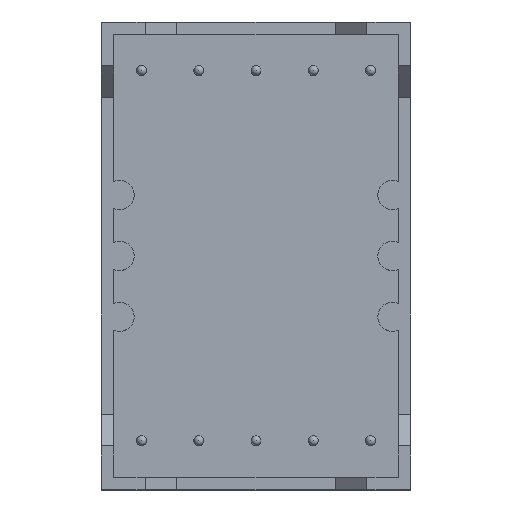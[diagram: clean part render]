
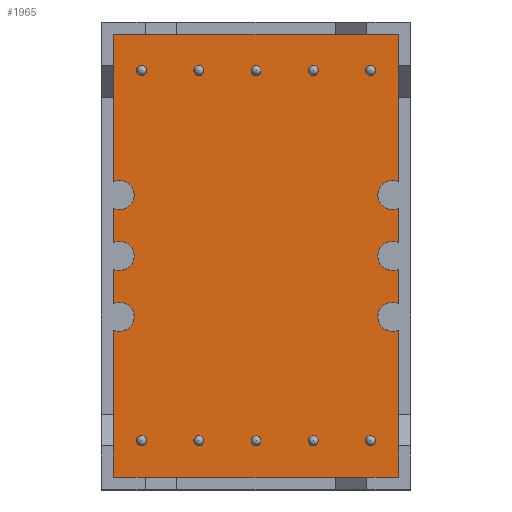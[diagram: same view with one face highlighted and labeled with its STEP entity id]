
A CAD part, top view. The second image highlights one B-rep face of the part: STEP entity #1965.
In plain terms, the highlighted planar face has unit normal (0, 0, 1).
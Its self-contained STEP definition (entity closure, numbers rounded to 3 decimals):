
#14=FACE_BOUND('',#756,.T.);
#15=FACE_BOUND('',#757,.T.);
#16=FACE_BOUND('',#758,.T.);
#17=FACE_BOUND('',#759,.T.);
#18=FACE_BOUND('',#760,.T.);
#19=FACE_BOUND('',#761,.T.);
#20=FACE_BOUND('',#762,.T.);
#21=FACE_BOUND('',#763,.T.);
#22=FACE_BOUND('',#764,.T.);
#23=FACE_BOUND('',#765,.T.);
#98=PLANE('',#2146);
#240=LINE('',#3079,#453);
#247=LINE('',#3093,#460);
#252=LINE('',#3107,#465);
#256=LINE('',#3119,#469);
#260=LINE('',#3131,#473);
#267=LINE('',#3145,#480);
#272=LINE('',#3158,#485);
#276=LINE('',#3170,#489);
#282=LINE('',#3186,#495);
#287=LINE('',#3196,#500);
#453=VECTOR('',#2526,10.);
#460=VECTOR('',#2535,10.);
#465=VECTOR('',#2548,10.);
#469=VECTOR('',#2560,10.);
#473=VECTOR('',#2572,10.);
#480=VECTOR('',#2581,10.);
#485=VECTOR('',#2594,10.);
#489=VECTOR('',#2606,10.);
#495=VECTOR('',#2620,10.);
#500=VECTOR('',#2627,10.);
#650=FACE_OUTER_BOUND('',#755,.T.);
#755=EDGE_LOOP('',(#1687,#1688,#1689,#1690,#1691,#1692,#1693,#1694,#1695,
#1696,#1697,#1698,#1699,#1700,#1701,#1702));
#756=EDGE_LOOP('',(#1703));
#757=EDGE_LOOP('',(#1704));
#758=EDGE_LOOP('',(#1705));
#759=EDGE_LOOP('',(#1706));
#760=EDGE_LOOP('',(#1707));
#761=EDGE_LOOP('',(#1708));
#762=EDGE_LOOP('',(#1709));
#763=EDGE_LOOP('',(#1710));
#764=EDGE_LOOP('',(#1711));
#765=EDGE_LOOP('',(#1712));
#798=CIRCLE('',#2006,0.2);
#802=CIRCLE('',#2012,0.2);
#806=CIRCLE('',#2018,0.2);
#810=CIRCLE('',#2024,0.2);
#814=CIRCLE('',#2030,0.2);
#818=CIRCLE('',#2036,0.2);
#822=CIRCLE('',#2042,0.2);
#826=CIRCLE('',#2048,0.2);
#830=CIRCLE('',#2054,0.2);
#834=CIRCLE('',#2060,0.2);
#846=CIRCLE('',#2122,0.6);
#848=CIRCLE('',#2126,0.6);
#850=CIRCLE('',#2130,0.6);
#852=CIRCLE('',#2135,0.6);
#854=CIRCLE('',#2139,0.6);
#856=CIRCLE('',#2143,0.6);
#860=VERTEX_POINT('',#2726);
#864=VERTEX_POINT('',#2737);
#868=VERTEX_POINT('',#2748);
#872=VERTEX_POINT('',#2759);
#876=VERTEX_POINT('',#2770);
#880=VERTEX_POINT('',#2781);
#884=VERTEX_POINT('',#2792);
#888=VERTEX_POINT('',#2803);
#892=VERTEX_POINT('',#2814);
#896=VERTEX_POINT('',#2825);
#978=VERTEX_POINT('',#3076);
#979=VERTEX_POINT('',#3078);
#985=VERTEX_POINT('',#3092);
#988=VERTEX_POINT('',#3100);
#990=VERTEX_POINT('',#3106);
#992=VERTEX_POINT('',#3112);
#994=VERTEX_POINT('',#3118);
#996=VERTEX_POINT('',#3124);
#998=VERTEX_POINT('',#3130);
#1004=VERTEX_POINT('',#3143);
#1006=VERTEX_POINT('',#3150);
#1008=VERTEX_POINT('',#3156);
#1010=VERTEX_POINT('',#3162);
#1012=VERTEX_POINT('',#3168);
#1014=VERTEX_POINT('',#3174);
#1018=VERTEX_POINT('',#3184);
#1051=EDGE_CURVE('',#860,#860,#798,.T.);
#1056=EDGE_CURVE('',#864,#864,#802,.T.);
#1061=EDGE_CURVE('',#868,#868,#806,.T.);
#1066=EDGE_CURVE('',#872,#872,#810,.T.);
#1071=EDGE_CURVE('',#876,#876,#814,.T.);
#1076=EDGE_CURVE('',#880,#880,#818,.T.);
#1081=EDGE_CURVE('',#884,#884,#822,.T.);
#1086=EDGE_CURVE('',#888,#888,#826,.T.);
#1091=EDGE_CURVE('',#892,#892,#830,.T.);
#1096=EDGE_CURVE('',#896,#896,#834,.T.);
#1217=EDGE_CURVE('',#978,#979,#240,.T.);
#1224=EDGE_CURVE('',#979,#985,#247,.T.);
#1228=EDGE_CURVE('',#985,#988,#846,.T.);
#1231=EDGE_CURVE('',#988,#990,#252,.T.);
#1234=EDGE_CURVE('',#990,#992,#848,.T.);
#1237=EDGE_CURVE('',#992,#994,#256,.T.);
#1240=EDGE_CURVE('',#994,#996,#850,.T.);
#1243=EDGE_CURVE('',#996,#998,#260,.T.);
#1250=EDGE_CURVE('',#1004,#978,#267,.T.);
#1254=EDGE_CURVE('',#1006,#1004,#852,.T.);
#1257=EDGE_CURVE('',#1008,#1006,#272,.T.);
#1260=EDGE_CURVE('',#1010,#1008,#854,.T.);
#1263=EDGE_CURVE('',#1012,#1010,#276,.T.);
#1266=EDGE_CURVE('',#1014,#1012,#856,.T.);
#1271=EDGE_CURVE('',#1018,#1014,#282,.T.);
#1276=EDGE_CURVE('',#998,#1018,#287,.T.);
#1687=ORIENTED_EDGE('',*,*,#1237,.F.);
#1688=ORIENTED_EDGE('',*,*,#1234,.F.);
#1689=ORIENTED_EDGE('',*,*,#1231,.F.);
#1690=ORIENTED_EDGE('',*,*,#1228,.F.);
#1691=ORIENTED_EDGE('',*,*,#1224,.F.);
#1692=ORIENTED_EDGE('',*,*,#1217,.F.);
#1693=ORIENTED_EDGE('',*,*,#1250,.F.);
#1694=ORIENTED_EDGE('',*,*,#1254,.F.);
#1695=ORIENTED_EDGE('',*,*,#1257,.F.);
#1696=ORIENTED_EDGE('',*,*,#1260,.F.);
#1697=ORIENTED_EDGE('',*,*,#1263,.F.);
#1698=ORIENTED_EDGE('',*,*,#1266,.F.);
#1699=ORIENTED_EDGE('',*,*,#1271,.F.);
#1700=ORIENTED_EDGE('',*,*,#1276,.F.);
#1701=ORIENTED_EDGE('',*,*,#1243,.F.);
#1702=ORIENTED_EDGE('',*,*,#1240,.F.);
#1703=ORIENTED_EDGE('',*,*,#1081,.T.);
#1704=ORIENTED_EDGE('',*,*,#1076,.T.);
#1705=ORIENTED_EDGE('',*,*,#1051,.T.);
#1706=ORIENTED_EDGE('',*,*,#1066,.T.);
#1707=ORIENTED_EDGE('',*,*,#1096,.T.);
#1708=ORIENTED_EDGE('',*,*,#1091,.T.);
#1709=ORIENTED_EDGE('',*,*,#1071,.T.);
#1710=ORIENTED_EDGE('',*,*,#1061,.T.);
#1711=ORIENTED_EDGE('',*,*,#1056,.T.);
#1712=ORIENTED_EDGE('',*,*,#1086,.T.);
#1965=ADVANCED_FACE('',(#650,#14,#15,#16,#17,#18,#19,#20,#21,#22,#23),#98,
 .T.);
#2006=AXIS2_PLACEMENT_3D('',#2728,#2181,#2182);
#2012=AXIS2_PLACEMENT_3D('',#2739,#2194,#2195);
#2018=AXIS2_PLACEMENT_3D('',#2750,#2207,#2208);
#2024=AXIS2_PLACEMENT_3D('',#2761,#2220,#2221);
#2030=AXIS2_PLACEMENT_3D('',#2772,#2233,#2234);
#2036=AXIS2_PLACEMENT_3D('',#2783,#2246,#2247);
#2042=AXIS2_PLACEMENT_3D('',#2794,#2259,#2260);
#2048=AXIS2_PLACEMENT_3D('',#2805,#2272,#2273);
#2054=AXIS2_PLACEMENT_3D('',#2816,#2285,#2286);
#2060=AXIS2_PLACEMENT_3D('',#2827,#2298,#2299);
#2122=AXIS2_PLACEMENT_3D('',#3101,#2542,#2543);
#2126=AXIS2_PLACEMENT_3D('',#3113,#2554,#2555);
#2130=AXIS2_PLACEMENT_3D('',#3125,#2566,#2567);
#2135=AXIS2_PLACEMENT_3D('',#3152,#2588,#2589);
#2139=AXIS2_PLACEMENT_3D('',#3164,#2600,#2601);
#2143=AXIS2_PLACEMENT_3D('',#3176,#2612,#2613);
#2146=AXIS2_PLACEMENT_3D('',#3198,#2629,#2630);
#2181=DIRECTION('center_axis',(0.,0.,-1.));
#2182=DIRECTION('ref_axis',(-1.,0.,0.));
#2194=DIRECTION('center_axis',(0.,0.,-1.));
#2195=DIRECTION('ref_axis',(-1.,0.,0.));
#2207=DIRECTION('center_axis',(0.,0.,-1.));
#2208=DIRECTION('ref_axis',(-1.,0.,0.));
#2220=DIRECTION('center_axis',(0.,0.,-1.));
#2221=DIRECTION('ref_axis',(-1.,0.,0.));
#2233=DIRECTION('center_axis',(0.,0.,-1.));
#2234=DIRECTION('ref_axis',(-1.,0.,0.));
#2246=DIRECTION('center_axis',(0.,0.,-1.));
#2247=DIRECTION('ref_axis',(-1.,0.,0.));
#2259=DIRECTION('center_axis',(0.,0.,-1.));
#2260=DIRECTION('ref_axis',(-1.,0.,0.));
#2272=DIRECTION('center_axis',(0.,0.,-1.));
#2273=DIRECTION('ref_axis',(-1.,0.,0.));
#2285=DIRECTION('center_axis',(0.,0.,-1.));
#2286=DIRECTION('ref_axis',(-1.,0.,0.));
#2298=DIRECTION('center_axis',(0.,0.,-1.));
#2299=DIRECTION('ref_axis',(-1.,0.,0.));
#2526=DIRECTION('',(1.,0.,0.));
#2535=DIRECTION('',(0.,-1.,0.));
#2542=DIRECTION('center_axis',(0.,0.,1.));
#2543=DIRECTION('ref_axis',(-1.,0.,0.));
#2548=DIRECTION('',(0.,-1.,0.));
#2554=DIRECTION('center_axis',(0.,0.,1.));
#2555=DIRECTION('ref_axis',(-1.,0.,0.));
#2560=DIRECTION('',(0.,-1.,0.));
#2566=DIRECTION('center_axis',(0.,0.,1.));
#2567=DIRECTION('ref_axis',(-1.,0.,0.));
#2572=DIRECTION('',(0.,-1.,0.));
#2581=DIRECTION('',(0.,1.,0.));
#2588=DIRECTION('center_axis',(0.,0.,1.));
#2589=DIRECTION('ref_axis',(-1.,0.,0.));
#2594=DIRECTION('',(0.,1.,0.));
#2600=DIRECTION('center_axis',(0.,0.,1.));
#2601=DIRECTION('ref_axis',(-1.,0.,0.));
#2606=DIRECTION('',(0.,1.,0.));
#2612=DIRECTION('center_axis',(0.,0.,1.));
#2613=DIRECTION('ref_axis',(-1.,0.,0.));
#2620=DIRECTION('',(0.,1.,0.));
#2627=DIRECTION('',(-1.,0.,0.));
#2629=DIRECTION('center_axis',(0.,0.,1.));
#2630=DIRECTION('ref_axis',(-1.,0.,0.));
#2726=CARTESIAN_POINT('',(4.2,17.2,5.9));
#2728=CARTESIAN_POINT('Origin',(4.,17.2,5.9));
#2737=CARTESIAN_POINT('',(11.25,17.2,5.9));
#2739=CARTESIAN_POINT('Origin',(11.05,17.2,5.9));
#2748=CARTESIAN_POINT('',(1.85,17.2,5.9));
#2750=CARTESIAN_POINT('Origin',(1.65,17.2,5.9));
#2759=CARTESIAN_POINT('',(6.55,17.2,5.9));
#2761=CARTESIAN_POINT('Origin',(6.35,17.2,5.9));
#2770=CARTESIAN_POINT('',(8.9,17.2,5.9));
#2772=CARTESIAN_POINT('Origin',(8.7,17.2,5.9));
#2781=CARTESIAN_POINT('',(11.25,2.,5.9));
#2783=CARTESIAN_POINT('Origin',(11.05,2.,5.9));
#2792=CARTESIAN_POINT('',(4.2,2.,5.9));
#2794=CARTESIAN_POINT('Origin',(4.,2.,5.9));
#2803=CARTESIAN_POINT('',(1.85,2.,5.9));
#2805=CARTESIAN_POINT('Origin',(1.65,2.,5.9));
#2814=CARTESIAN_POINT('',(8.9,2.,5.9));
#2816=CARTESIAN_POINT('Origin',(8.7,2.,5.9));
#2825=CARTESIAN_POINT('',(6.55,2.,5.9));
#2827=CARTESIAN_POINT('Origin',(6.35,2.,5.9));
#3076=CARTESIAN_POINT('',(0.5,18.7,5.9));
#3078=CARTESIAN_POINT('',(12.2,18.7,5.9));
#3079=CARTESIAN_POINT('',(0.5,18.7,5.9));
#3092=CARTESIAN_POINT('',(12.2,12.645,5.9));
#3093=CARTESIAN_POINT('',(12.2,18.7,5.9));
#3100=CARTESIAN_POINT('',(12.2,11.555,5.9));
#3101=CARTESIAN_POINT('Origin',(11.95,12.1,5.9));
#3106=CARTESIAN_POINT('',(12.2,10.145,5.9));
#3107=CARTESIAN_POINT('',(12.2,18.7,5.9));
#3112=CARTESIAN_POINT('',(12.2,9.055,5.9));
#3113=CARTESIAN_POINT('Origin',(11.95,9.6,5.9));
#3118=CARTESIAN_POINT('',(12.2,7.645,5.9));
#3119=CARTESIAN_POINT('',(12.2,18.7,5.9));
#3124=CARTESIAN_POINT('',(12.2,6.555,5.9));
#3125=CARTESIAN_POINT('Origin',(11.95,7.1,5.9));
#3130=CARTESIAN_POINT('',(12.2,0.5,5.9));
#3131=CARTESIAN_POINT('',(12.2,18.7,5.9));
#3143=CARTESIAN_POINT('',(0.5,12.645,5.9));
#3145=CARTESIAN_POINT('',(0.5,0.5,5.9));
#3150=CARTESIAN_POINT('',(0.5,11.555,5.9));
#3152=CARTESIAN_POINT('Origin',(0.75,12.1,5.9));
#3156=CARTESIAN_POINT('',(0.5,10.145,5.9));
#3158=CARTESIAN_POINT('',(0.5,0.5,5.9));
#3162=CARTESIAN_POINT('',(0.5,9.055,5.9));
#3164=CARTESIAN_POINT('Origin',(0.75,9.6,5.9));
#3168=CARTESIAN_POINT('',(0.5,7.645,5.9));
#3170=CARTESIAN_POINT('',(0.5,0.5,5.9));
#3174=CARTESIAN_POINT('',(0.5,6.555,5.9));
#3176=CARTESIAN_POINT('Origin',(0.75,7.1,5.9));
#3184=CARTESIAN_POINT('',(0.5,0.5,5.9));
#3186=CARTESIAN_POINT('',(0.5,0.5,5.9));
#3196=CARTESIAN_POINT('',(12.2,0.5,5.9));
#3198=CARTESIAN_POINT('Origin',(6.35,9.6,5.9));
